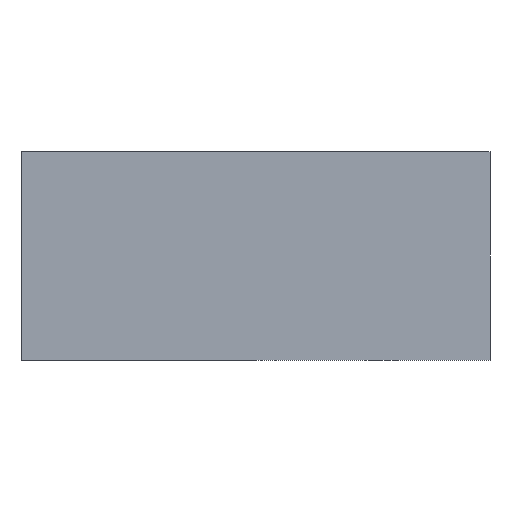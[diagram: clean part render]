
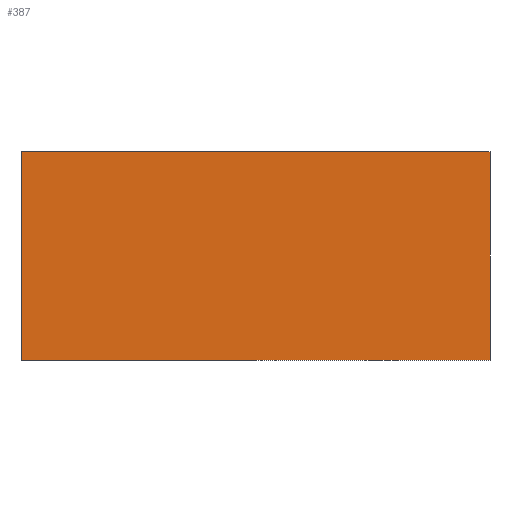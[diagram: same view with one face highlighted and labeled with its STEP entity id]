
A CAD part, front view. The second image highlights one B-rep face of the part: STEP entity #387.
In plain terms, the highlighted planar face has unit normal (0, -1, 0).
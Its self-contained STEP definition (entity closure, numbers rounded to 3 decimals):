
#53=FACE_OUTER_BOUND('',#80,.T.);
#80=EDGE_LOOP('',(#350,#351,#352,#353));
#109=LINE('',#596,#152);
#116=LINE('',#610,#159);
#118=LINE('',#621,#161);
#123=LINE('',#631,#166);
#152=VECTOR('',#487,10.);
#159=VECTOR('',#498,10.);
#161=VECTOR('',#510,10.);
#166=VECTOR('',#525,10.);
#190=VERTEX_POINT('',#593);
#191=VERTEX_POINT('',#595);
#195=VERTEX_POINT('',#607);
#196=VERTEX_POINT('',#609);
#233=EDGE_CURVE('',#190,#191,#109,.T.);
#240=EDGE_CURVE('',#196,#195,#116,.T.);
#246=EDGE_CURVE('',#196,#190,#118,.T.);
#251=EDGE_CURVE('',#195,#191,#123,.T.);
#350=ORIENTED_EDGE('',*,*,#240,.T.);
#351=ORIENTED_EDGE('',*,*,#251,.T.);
#352=ORIENTED_EDGE('',*,*,#233,.F.);
#353=ORIENTED_EDGE('',*,*,#246,.F.);
#368=PLANE('',#428);
#387=ADVANCED_FACE('',(#53),#368,.T.);
#428=AXIS2_PLACEMENT_3D('',#632,#526,#527);
#487=DIRECTION('',(1.,0.,0.));
#498=DIRECTION('',(1.,0.,0.));
#510=DIRECTION('',(0.,0.,1.));
#525=DIRECTION('',(0.,0.,1.));
#526=DIRECTION('center_axis',(0.,-1.,0.));
#527=DIRECTION('ref_axis',(1.,0.,0.));
#593=CARTESIAN_POINT('',(0.,0.,25.));
#595=CARTESIAN_POINT('',(56.,0.,25.));
#596=CARTESIAN_POINT('',(0.,0.,25.));
#607=CARTESIAN_POINT('',(56.,0.,0.));
#609=CARTESIAN_POINT('',(0.,0.,0.));
#610=CARTESIAN_POINT('',(0.,0.,0.));
#621=CARTESIAN_POINT('',(0.,0.,0.));
#631=CARTESIAN_POINT('',(56.,0.,0.));
#632=CARTESIAN_POINT('Origin',(0.,0.,0.));
